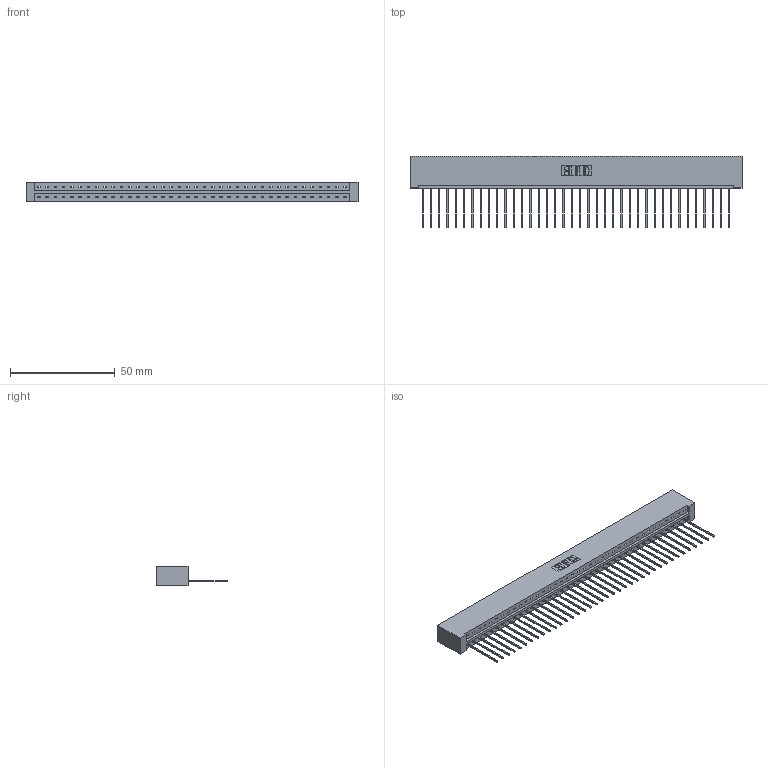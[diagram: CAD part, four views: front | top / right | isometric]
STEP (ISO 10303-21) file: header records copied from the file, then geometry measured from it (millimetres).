
FILE_DESCRIPTION (( 'STEP AP203' ), '1' );
FILE_NAME ('833-038-541-101.STEP', '2020-06-03T07:36:51', ( '' ), ( '' ), 'SwSTEP 2.0', 'SolidWorks 2020', '' );
FILE_SCHEMA (( 'CONFIG_CONTROL_DESIGN' ));
Length unit declared in the file: inch
Products named in the file (3): 345-292-001_345-293-141; 833 Part_Lugless; 833-038-541-101
Assembly tree (39 placements, depth 2):
  833-038-541-101
    833 Part_Lugless
    345-292-001_345-293-141  x38
Bounding box: 158.83 x 34.3 x 9.4 mm (x, y, z)
Volume: 16686.1 mm3; surface area: 18754.4 mm2
Topology: 39 solids, 39 shells, 2310 faces, 6975 edges, 4598 vertices
Faces by surface type: plane 1662, cylinder 648
Entity records: 23489 total; most frequent: CARTESIAN_POINT 4060, ORIENTED_EDGE 4034, DIRECTION 3425, EDGE_CURVE 2017, VECTOR 1897, LINE 1897, VERTEX_POINT 1342, AXIS2_PLACEMENT_3D 764
